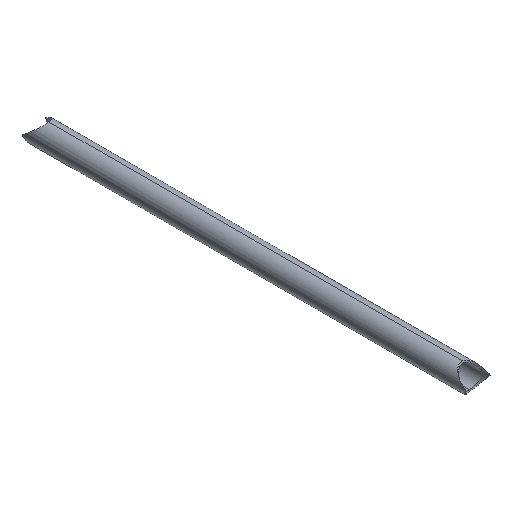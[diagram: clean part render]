
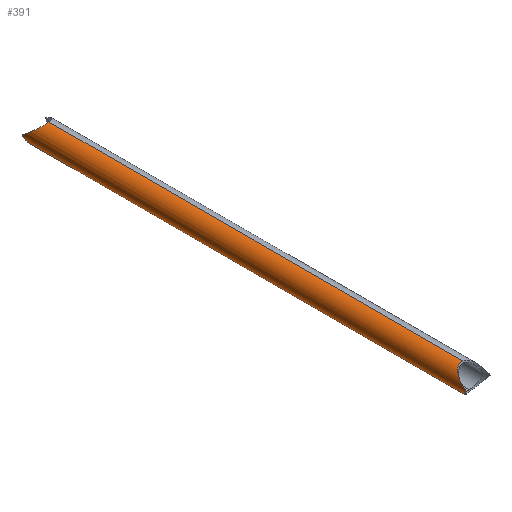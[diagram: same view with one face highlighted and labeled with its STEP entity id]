
A CAD part, isometric view. The second image highlights one B-rep face of the part: STEP entity #391.
In plain terms, the highlighted cylindrical face has radius 15 mm (diameter 30 mm), a partial arc.
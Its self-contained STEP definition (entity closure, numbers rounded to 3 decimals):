
#95=CARTESIAN_POINT('Line Origine',(-1462.666,0.,437.967)) ;
#99=CARTESIAN_POINT('Vertex',(-1462.666,-264.201,437.967)) ;
#101=CARTESIAN_POINT('Vertex',(-1462.666,264.201,437.967)) ;
#185=CARTESIAN_POINT('Vertex',(-1462.666,-272.675,407.967)) ;
#188=CARTESIAN_POINT('Line Origine',(-1462.666,0.,407.967)) ;
#192=CARTESIAN_POINT('Vertex',(-1462.666,272.675,407.967)) ;
#275=CARTESIAN_POINT('Axis2P3D Location',(-1462.666,0.,422.967)) ;
#281=CARTESIAN_POINT('Control Point',(-1462.666,-272.675,407.967)) ;
#282=CARTESIAN_POINT('Control Point',(-1463.806,-272.78,407.967)) ;
#283=CARTESIAN_POINT('Control Point',(-1464.937,-272.965,408.075)) ;
#284=CARTESIAN_POINT('Control Point',(-1466.038,-273.227,408.289)) ;
#285=CARTESIAN_POINT('Control Point',(-1468.36,-273.946,408.964)) ;
#286=CARTESIAN_POINT('Control Point',(-1470.41,-274.934,410.03)) ;
#287=CARTESIAN_POINT('Control Point',(-1471.435,-275.537,410.709)) ;
#288=CARTESIAN_POINT('Control Point',(-1473.197,-276.773,412.143)) ;
#289=CARTESIAN_POINT('Control Point',(-1474.601,-278.141,413.795)) ;
#290=CARTESIAN_POINT('Control Point',(-1475.187,-278.811,414.618)) ;
#291=CARTESIAN_POINT('Control Point',(-1476.038,-279.959,416.047)) ;
#292=CARTESIAN_POINT('Control Point',(-1476.673,-281.136,417.54)) ;
#293=CARTESIAN_POINT('Control Point',(-1476.894,-281.613,418.151)) ;
#294=CARTESIAN_POINT('Control Point',(-1477.183,-282.355,419.106)) ;
#295=CARTESIAN_POINT('Control Point',(-1477.391,-283.095,420.075)) ;
#296=CARTESIAN_POINT('Control Point',(-1477.459,-283.393,420.45)) ;
#297=CARTESIAN_POINT('Control Point',(-1477.512,-283.655,420.794)) ;
#298=CARTESIAN_POINT('Control Point',(-1477.554,-283.918,421.139)) ;
#299=CARTESIAN_POINT('Vertex',(-1477.554,-283.918,421.139)) ;
#303=CARTESIAN_POINT('Control Point',(-1462.666,-264.201,437.967)) ;
#304=CARTESIAN_POINT('Control Point',(-1463.314,-264.096,437.967)) ;
#305=CARTESIAN_POINT('Control Point',(-1463.971,-264.036,437.932)) ;
#306=CARTESIAN_POINT('Control Point',(-1464.628,-264.025,437.86)) ;
#307=CARTESIAN_POINT('Control Point',(-1466.142,-264.111,437.609)) ;
#308=CARTESIAN_POINT('Control Point',(-1467.582,-264.445,437.177)) ;
#309=CARTESIAN_POINT('Control Point',(-1468.364,-264.711,436.879)) ;
#310=CARTESIAN_POINT('Control Point',(-1470.818,-265.801,435.748)) ;
#311=CARTESIAN_POINT('Control Point',(-1472.745,-267.449,434.258)) ;
#312=CARTESIAN_POINT('Control Point',(-1473.846,-268.753,433.131)) ;
#313=CARTESIAN_POINT('Control Point',(-1475.311,-271.007,431.236)) ;
#314=CARTESIAN_POINT('Control Point',(-1476.313,-273.419,429.277)) ;
#315=CARTESIAN_POINT('Control Point',(-1476.64,-274.374,428.511)) ;
#316=CARTESIAN_POINT('Control Point',(-1477.088,-275.99,427.226)) ;
#317=CARTESIAN_POINT('Control Point',(-1477.383,-277.632,425.94)) ;
#318=CARTESIAN_POINT('Control Point',(-1477.477,-278.294,425.425)) ;
#319=CARTESIAN_POINT('Control Point',(-1477.595,-279.386,424.579)) ;
#320=CARTESIAN_POINT('Control Point',(-1477.652,-280.481,423.738)) ;
#321=CARTESIAN_POINT('Control Point',(-1477.665,-280.91,423.409)) ;
#322=CARTESIAN_POINT('Control Point',(-1477.671,-281.53,422.936)) ;
#323=CARTESIAN_POINT('Control Point',(-1477.659,-282.15,422.464)) ;
#324=CARTESIAN_POINT('Control Point',(-1477.653,-282.371,422.298)) ;
#325=CARTESIAN_POINT('Control Point',(-1477.634,-282.843,421.943)) ;
#326=CARTESIAN_POINT('Control Point',(-1477.604,-283.316,421.59)) ;
#327=CARTESIAN_POINT('Control Point',(-1477.588,-283.537,421.425)) ;
#328=CARTESIAN_POINT('Control Point',(-1477.572,-283.727,421.282)) ;
#329=CARTESIAN_POINT('Control Point',(-1477.554,-283.918,421.139)) ;
#332=CARTESIAN_POINT('Control Point',(-1462.666,272.675,407.967)) ;
#333=CARTESIAN_POINT('Control Point',(-1463.806,272.78,407.967)) ;
#334=CARTESIAN_POINT('Control Point',(-1464.937,272.965,408.075)) ;
#335=CARTESIAN_POINT('Control Point',(-1466.038,273.226,408.289)) ;
#336=CARTESIAN_POINT('Control Point',(-1468.36,273.946,408.964)) ;
#337=CARTESIAN_POINT('Control Point',(-1470.41,274.933,410.03)) ;
#338=CARTESIAN_POINT('Control Point',(-1471.436,275.537,410.709)) ;
#339=CARTESIAN_POINT('Control Point',(-1473.479,276.971,412.373)) ;
#340=CARTESIAN_POINT('Control Point',(-1475.042,278.582,414.331)) ;
#341=CARTESIAN_POINT('Control Point',(-1475.754,279.497,415.465)) ;
#342=CARTESIAN_POINT('Control Point',(-1476.473,280.668,416.94)) ;
#343=CARTESIAN_POINT('Control Point',(-1476.979,281.852,418.461)) ;
#344=CARTESIAN_POINT('Control Point',(-1477.072,282.091,418.77)) ;
#345=CARTESIAN_POINT('Control Point',(-1477.191,282.427,419.205)) ;
#346=CARTESIAN_POINT('Control Point',(-1477.294,282.762,419.643)) ;
#347=CARTESIAN_POINT('Control Point',(-1477.322,282.858,419.769)) ;
#348=CARTESIAN_POINT('Control Point',(-1477.375,283.05,420.022)) ;
#349=CARTESIAN_POINT('Control Point',(-1477.424,283.241,420.276)) ;
#350=CARTESIAN_POINT('Control Point',(-1477.446,283.335,420.404)) ;
#351=CARTESIAN_POINT('Control Point',(-1477.48,283.485,420.606)) ;
#352=CARTESIAN_POINT('Control Point',(-1477.511,283.626,420.815)) ;
#353=CARTESIAN_POINT('Control Point',(-1477.523,283.674,420.894)) ;
#354=CARTESIAN_POINT('Control Point',(-1477.537,283.748,421.004)) ;
#355=CARTESIAN_POINT('Control Point',(-1477.552,283.739,421.12)) ;
#356=CARTESIAN_POINT('Control Point',(-1477.554,283.733,421.141)) ;
#357=CARTESIAN_POINT('Control Point',(-1477.561,283.711,421.198)) ;
#358=CARTESIAN_POINT('Control Point',(-1477.567,283.673,421.246)) ;
#359=CARTESIAN_POINT('Control Point',(-1477.57,283.645,421.277)) ;
#360=CARTESIAN_POINT('Control Point',(-1477.585,283.514,421.408)) ;
#361=CARTESIAN_POINT('Control Point',(-1477.596,283.366,421.521)) ;
#362=CARTESIAN_POINT('Control Point',(-1477.605,283.255,421.613)) ;
#363=CARTESIAN_POINT('Control Point',(-1477.63,282.887,421.9)) ;
#364=CARTESIAN_POINT('Control Point',(-1477.647,282.515,422.183)) ;
#365=CARTESIAN_POINT('Control Point',(-1477.656,282.258,422.379)) ;
#366=CARTESIAN_POINT('Control Point',(-1477.675,281.425,423.015)) ;
#367=CARTESIAN_POINT('Control Point',(-1477.66,280.59,423.653)) ;
#368=CARTESIAN_POINT('Control Point',(-1477.633,280.012,424.096)) ;
#369=CARTESIAN_POINT('Control Point',(-1477.512,278.397,425.342)) ;
#370=CARTESIAN_POINT('Control Point',(-1477.256,276.793,426.594)) ;
#371=CARTESIAN_POINT('Control Point',(-1477.033,275.77,427.4)) ;
#372=CARTESIAN_POINT('Control Point',(-1476.444,273.672,429.068)) ;
#373=CARTESIAN_POINT('Control Point',(-1475.564,271.647,430.718)) ;
#374=CARTESIAN_POINT('Control Point',(-1475.024,270.626,431.561)) ;
#375=CARTESIAN_POINT('Control Point',(-1473.764,268.67,433.204)) ;
#376=CARTESIAN_POINT('Control Point',(-1472.076,266.933,434.732)) ;
#377=CARTESIAN_POINT('Control Point',(-1471.115,266.139,435.454)) ;
#378=CARTESIAN_POINT('Control Point',(-1469.042,264.846,436.693)) ;
#379=CARTESIAN_POINT('Control Point',(-1466.525,264.132,437.546)) ;
#380=CARTESIAN_POINT('Control Point',(-1465.244,263.962,437.832)) ;
#381=CARTESIAN_POINT('Control Point',(-1463.94,263.995,437.967)) ;
#382=CARTESIAN_POINT('Control Point',(-1462.666,264.201,437.967)) ;
#96=DIRECTION('Vector Direction',(0.,1.,0.)) ;
#189=DIRECTION('Vector Direction',(0.,1.,0.)) ;
#276=DIRECTION('Axis2P3D Direction',(0.,1.,-0.)) ;
#277=DIRECTION('Axis2P3D XDirection',(0.,0.,-1.)) ;
#278=AXIS2_PLACEMENT_3D('Cylinder Axis2P3D',#275,#276,#277) ;
#385=ORIENTED_EDGE('',*,*,#194,.F.) ;
#386=ORIENTED_EDGE('',*,*,#301,.T.) ;
#387=ORIENTED_EDGE('',*,*,#330,.F.) ;
#388=ORIENTED_EDGE('',*,*,#103,.T.) ;
#389=ORIENTED_EDGE('',*,*,#383,.F.) ;
#97=VECTOR('Line Direction',#96,1.) ;
#190=VECTOR('Line Direction',#189,1.) ;
#391=ADVANCED_FACE('Corps principal',(#390),#279,.T.) ;
#280=B_SPLINE_CURVE_WITH_KNOTS('',5,(#281,#282,#283,#284,#285,#286,#287,#288,#289,#290,#291,#292,#293,#294,#295,#296,#297,#298),.UNSPECIFIED.,.F.,.U.,(6,3,3,3,3,6),(0.,7.892,17.413,26.013,31.823,35.013),.UNSPECIFIED.) ;
#302=B_SPLINE_CURVE_WITH_KNOTS('',5,(#303,#304,#305,#306,#307,#308,#309,#310,#311,#312,#313,#314,#315,#316,#317,#318,#319,#320,#321,#322,#323,#324,#325,#326,#327,#328,#329),.UNSPECIFIED.,.F.,.U.,(6,3,3,3,3,3,3,3,6),(0.,4.53,10.553,24.649,33.631,39.657,43.535,45.256,46.978),.UNSPECIFIED.) ;
#331=B_SPLINE_CURVE_WITH_KNOTS('',5,(#332,#333,#334,#335,#336,#337,#338,#339,#340,#341,#342,#343,#344,#345,#346,#347,#348,#349,#350,#351,#352,#353,#354,#355,#356,#357,#358,#359,#360,#361,#362,#363,#364,#365,#366,#367,#368,#369,#370,#371,#372,#373,#374,#375,#376,#377,#378,#379,#380,#381,#382),.UNSPECIFIED.,.F.,.U.,(6,3,3,3,3,3,3,3,3,3,3,3,3,3,3,3,6),(0.,7.892,17.413,28.918,31.824,32.996,34.17,34.85,34.995,35.283,36.328,38.647,43.868,53.269,63.347,73.261,82.161),.UNSPECIFIED.) ;
#279=CYLINDRICAL_SURFACE('generated cylinder',#278,15.) ;
#103=EDGE_CURVE('',#100,#102,#98,.T.) ;
#194=EDGE_CURVE('',#186,#193,#191,.T.) ;
#301=EDGE_CURVE('',#186,#300,#280,.T.) ;
#330=EDGE_CURVE('',#100,#300,#302,.T.) ;
#383=EDGE_CURVE('',#193,#102,#331,.T.) ;
#384=EDGE_LOOP('',(#385,#386,#387,#388,#389)) ;
#390=FACE_OUTER_BOUND('',#384,.T.) ;
#98=LINE('Line',#95,#97) ;
#191=LINE('Line',#188,#190) ;
#100=VERTEX_POINT('',#99) ;
#102=VERTEX_POINT('',#101) ;
#186=VERTEX_POINT('',#185) ;
#193=VERTEX_POINT('',#192) ;
#300=VERTEX_POINT('',#299) ;
